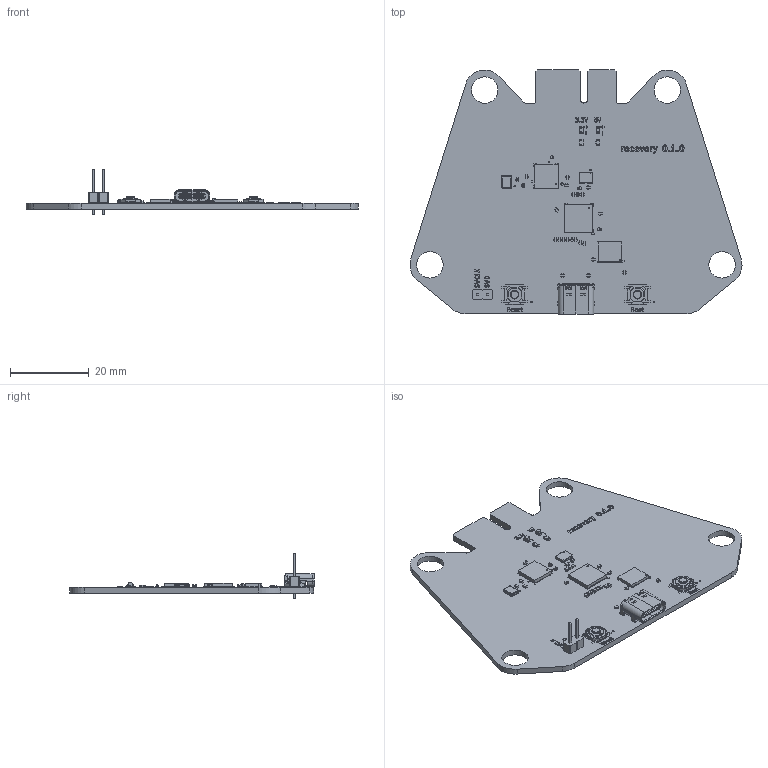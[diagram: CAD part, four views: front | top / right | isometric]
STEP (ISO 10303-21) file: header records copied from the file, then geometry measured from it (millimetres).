
FILE_DESCRIPTION(('KiCad electronic assembly'),'2;1');
FILE_NAME('reference_pcb.step','2025-03-07T20:04:10',('Pcbnew'),('Kicad' ),'Open CASCADE STEP processor 7.8','KiCad to STEP converter', 'Unknown');
FILE_SCHEMA(('AUTOMOTIVE_DESIGN { 1 0 10303 214 1 1 1 1 }'));
Length unit declared in the file: millimetre
Products named in the file (15): reference_pcb 1; WSON-8-1EP_6x5mm_P1.27mm_EP3.4x4.3mm; C_0402_1005Metric; R_0402_1005Metric; X322516MLB4SI; TS-1187A-B-A-B; R_0603_1608Metric; LED_0603_1608Metric; QFN28_6X6MC_MCH; USB_C_Receptacle_GCT_USB4105-xx-A_16P_TopMnt_Horizontal; ABM8-272-T3_ABR; QFN-56-1EP_7x7mm_P0.4mm_EP3.2x3.2mm; PinHeader_1x02_P2.54mm_Vertical; recovery_silkscreen; recovery_PCB
Assembly tree (41 placements, depth 2):
  reference_pcb 1
    WSON-8-1EP_6x5mm_P1.27mm_EP3.4x4.3mm
    C_0402_1005Metric  x19
    R_0402_1005Metric  x7
    X322516MLB4SI
    TS-1187A-B-A-B  x2
    R_0603_1608Metric  x2
    LED_0603_1608Metric  x2
    QFN28_6X6MC_MCH
    USB_C_Receptacle_GCT_USB4105-xx-A_16P_TopMnt_Horizontal
    ABM8-272-T3_ABR
    QFN-56-1EP_7x7mm_P0.4mm_EP3.2x3.2mm
    PinHeader_1x02_P2.54mm_Vertical
    recovery_silkscreen
    recovery_PCB
Bounding box: 84.09 x 61.86 x 11.54 mm (x, y, z)
Volume: 6431.5 mm3; surface area: 10155.5 mm2
Topology: 128 solids, 252 shells, 3068 faces, 8732 edges, 6040 vertices
Faces by surface type: plane 2209, cylinder 767, sphere 48, torus 36, cone 8
Full cylindrical faces by diameter (mm): 0.13 x1, 0.3 x1, 0.35 x1, 0.4 x1, 0.5 x2, 0.6 x2, 1 x2, 6.7 x4
Entity records: 78541 total; most frequent: CARTESIAN_POINT 12604, DIRECTION 11311, ORIENTED_EDGE 10942, EDGE_CURVE 6069, LINE 4965, VECTOR 4965, VERTEX_POINT 4346, AXIS2_PLACEMENT_3D 3173
